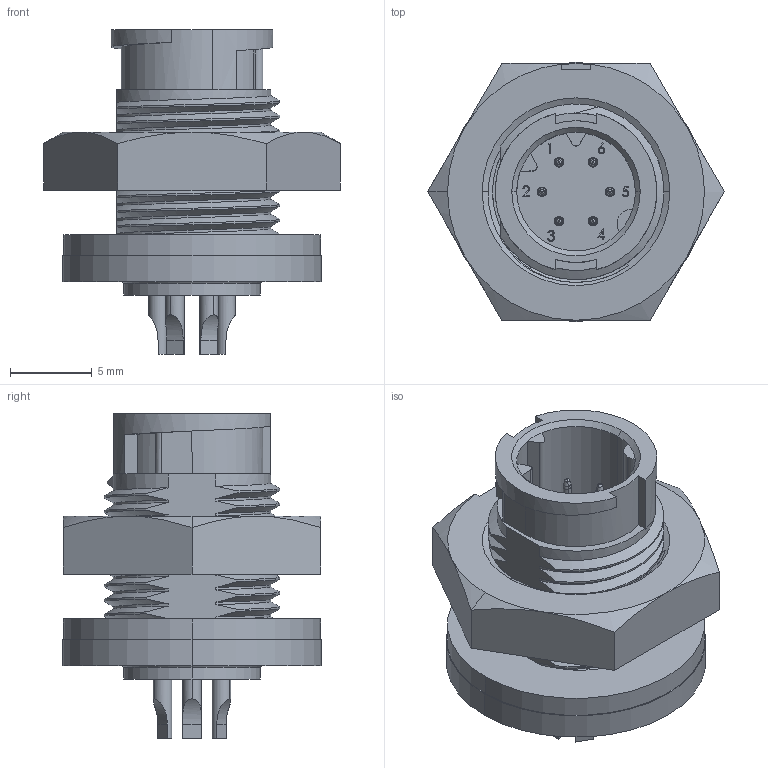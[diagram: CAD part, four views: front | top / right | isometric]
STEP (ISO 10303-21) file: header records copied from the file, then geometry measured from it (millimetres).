
FILE_DESCRIPTION (( 'STEP AP203' ), '1' );
FILE_NAME ('17982-6PG-300.STEP', '2012-12-27T19:30:40', ( 'J0FPBF1' ), ( '' ), 'SwSTEP 2.0', 'SolidWorks 2012', '' );
FILE_SCHEMA (( 'CONFIG_CONTROL_DESIGN' ));
Length unit declared in the file: inch
Products named in the file (1): 17982-6PG-300
Bounding box: 18.18 x 15.88 x 19.89 mm (x, y, z)
Volume: 1693 mm3; surface area: 2081.8 mm2
Topology: 2 solids, 2 shells, 419 faces, 1080 edges, 699 vertices
Faces by surface type: plane 151, bspline 98, cylinder 97, torus 40, cone 25, sphere 8
Entity records: 23654 total; most frequent: CARTESIAN_POINT 14175, ORIENTED_EDGE 2160, DIRECTION 1647, EDGE_CURVE 1080, VERTEX_POINT 699, AXIS2_PLACEMENT_3D 564, LINE 519, VECTOR 519
